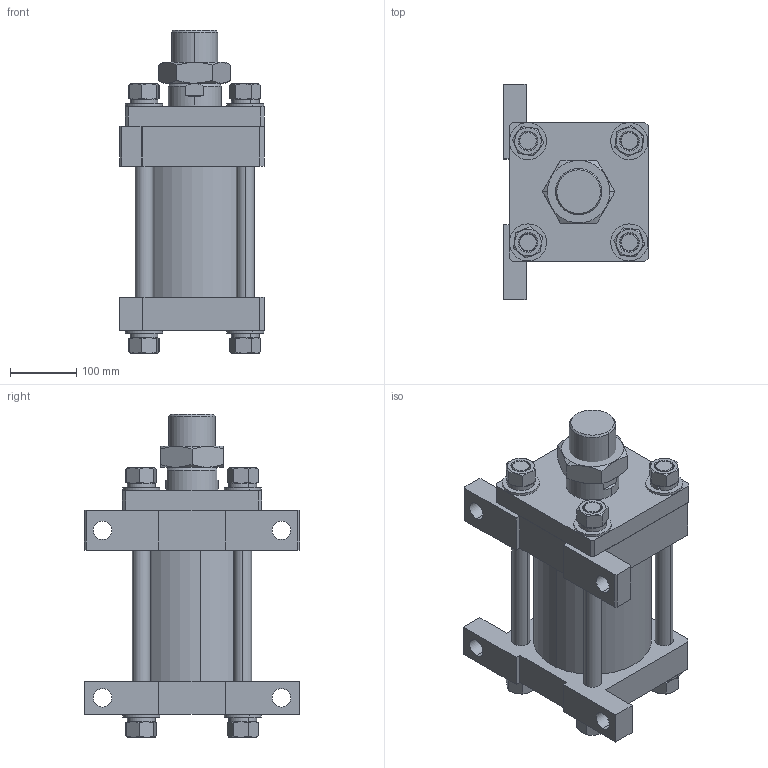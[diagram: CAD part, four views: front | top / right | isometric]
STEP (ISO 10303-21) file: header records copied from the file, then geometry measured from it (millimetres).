
FILE_DESCRIPTION (( 'STEP AP203' ), '1' );
FILE_NAME ('HOB-150-80-100-LA.STEP', '2021-04-27T08:44:23', ( '微软用户' ), ( '微软中国' ), 'SwSTEP 2.0', 'SolidWorks 2012', '' );
FILE_SCHEMA (( 'CONFIG_CONTROL_DESIGN' ));
Length unit declared in the file: millimetre
Products named in the file (11): plain washers--product grade c gb_GB_FASTENER_WASHER_SMWC 30; spring lock washers--normal type gb_GB_FASTENER_WASHER_SW 27; HOB-150-80-100楊擘; HOB-150-80-100嶺裝; HOB-150-80-100-LA前盖; HOB-150-80-100-LA綴裔; HOB-150-80-100掛极; HOB-150-80-100活塞杆; hex nuts, style 1-grades ab gb_GB_FASTENER_NUT_SNAB1  B M27-N; hex thin nuts grades ab gb_GB_FASTENER_NUT_STNABTT  B M64X4.0-C; HOB-150-80-100-LA
Assembly tree (34 placements, depth 2):
  HOB-150-80-100-LA
    HOB-150-80-100楊擘
    HOB-150-80-100-LA前盖
    HOB-150-80-100-LA綴裔
    HOB-150-80-100掛极
    HOB-150-80-100活塞杆
    HOB-150-80-100嶺裝  x4
    plain washers--product grade c gb_GB_FASTENER_WASHER_SMWC 30  x8
    spring lock washers--normal type gb_GB_FASTENER_WASHER_SW 27  x8
    hex nuts, style 1-grades ab gb_GB_FASTENER_NUT_SNAB1  B M27-N  x8
    hex thin nuts grades ab gb_GB_FASTENER_NUT_STNABTT  B M64X4.0-C
Bounding box: 218 x 325 x 488 mm (x, y, z)
Volume: 11375573.2 mm3; surface area: 1153979.8 mm2
Topology: 34 solids, 34 shells, 484 faces, 1104 edges, 697 vertices
Faces by surface type: plane 189, cylinder 174, cone 109, torus 12
Entity records: 8968 total; most frequent: CARTESIAN_POINT 1687, DIRECTION 1241, ORIENTED_EDGE 1060, EDGE_CURVE 530, AXIS2_PLACEMENT_3D 493, VERTEX_POINT 337, EDGE_LOOP 279, VECTOR 255
